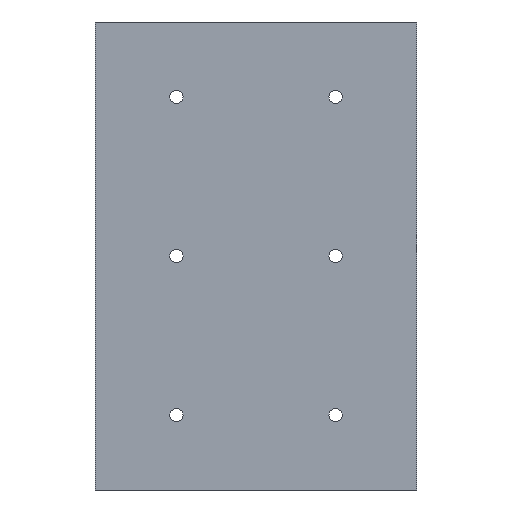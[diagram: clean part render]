
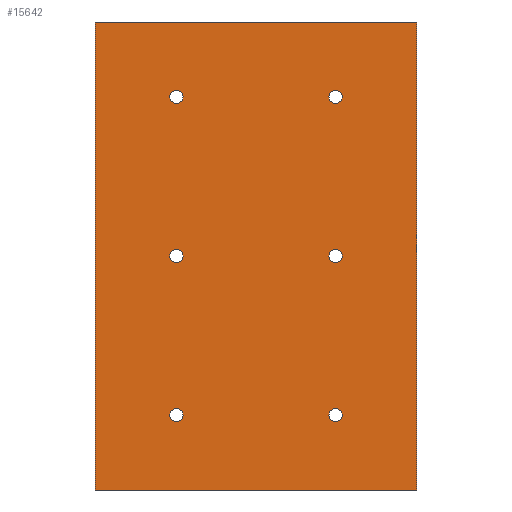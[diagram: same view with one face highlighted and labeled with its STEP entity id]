
A CAD part, front view. The second image highlights one B-rep face of the part: STEP entity #15642.
In plain terms, the highlighted planar face has unit normal (0, -1, 0).
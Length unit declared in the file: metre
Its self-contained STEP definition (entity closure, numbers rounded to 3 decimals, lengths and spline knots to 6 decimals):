
#139=LINE('',#22719,#1895);
#140=LINE('',#22722,#1896);
#141=LINE('',#22724,#1897);
#142=LINE('',#22726,#1898);
#1895=VECTOR('',#18050,1.);
#1896=VECTOR('',#18051,1.);
#1897=VECTOR('',#18052,1.);
#1898=VECTOR('',#18053,1.);
#3567=PLANE('',#16522);
#4169=CIRCLE('',#16523,0.00415);
#4170=CIRCLE('',#16524,0.00415);
#4171=CIRCLE('',#16525,0.00415);
#4172=CIRCLE('',#16526,0.00415);
#4173=CIRCLE('',#16527,0.00415);
#4174=CIRCLE('',#16528,0.00415);
#4783=ORIENTED_EDGE('',*,*,#9426,.T.);
#4784=ORIENTED_EDGE('',*,*,#9427,.T.);
#4785=ORIENTED_EDGE('',*,*,#9428,.F.);
#4786=ORIENTED_EDGE('',*,*,#9429,.F.);
#4787=ORIENTED_EDGE('',*,*,#9430,.F.);
#4788=ORIENTED_EDGE('',*,*,#9431,.T.);
#4789=ORIENTED_EDGE('',*,*,#9432,.F.);
#4790=ORIENTED_EDGE('',*,*,#9433,.F.);
#4791=ORIENTED_EDGE('',*,*,#9434,.T.);
#4792=ORIENTED_EDGE('',*,*,#9435,.T.);
#9426=EDGE_CURVE('',#11744,#11744,#4169,.F.);
#9427=EDGE_CURVE('',#11745,#11745,#4170,.F.);
#9428=EDGE_CURVE('',#11746,#11746,#4171,.F.);
#9429=EDGE_CURVE('',#11747,#11747,#4172,.F.);
#9430=EDGE_CURVE('',#11748,#11748,#4173,.F.);
#9431=EDGE_CURVE('',#11749,#11750,#139,.T.);
#9432=EDGE_CURVE('',#11751,#11750,#140,.T.);
#9433=EDGE_CURVE('',#11752,#11751,#141,.T.);
#9434=EDGE_CURVE('',#11752,#11749,#142,.T.);
#9435=EDGE_CURVE('',#11753,#11753,#4174,.F.);
#11744=VERTEX_POINT('',#22710);
#11745=VERTEX_POINT('',#22712);
#11746=VERTEX_POINT('',#22714);
#11747=VERTEX_POINT('',#22716);
#11748=VERTEX_POINT('',#22718);
#11749=VERTEX_POINT('',#22720);
#11750=VERTEX_POINT('',#22721);
#11751=VERTEX_POINT('',#22723);
#11752=VERTEX_POINT('',#22725);
#11753=VERTEX_POINT('',#22728);
#13262=EDGE_LOOP('',(#4783));
#13263=EDGE_LOOP('',(#4784));
#13264=EDGE_LOOP('',(#4785));
#13265=EDGE_LOOP('',(#4786));
#13266=EDGE_LOOP('',(#4787));
#13267=EDGE_LOOP('',(#4788,#4789,#4790,#4791));
#13268=EDGE_LOOP('',(#4792));
#14332=FACE_BOUND('',#13262,.T.);
#14333=FACE_BOUND('',#13263,.T.);
#14334=FACE_BOUND('',#13264,.T.);
#14335=FACE_BOUND('',#13265,.T.);
#14336=FACE_BOUND('',#13266,.T.);
#14337=FACE_BOUND('',#13267,.T.);
#14338=FACE_BOUND('',#13268,.T.);
#15642=ADVANCED_FACE('',(#14332,#14333,#14334,#14335,#14336,#14337,#14338),
#3567,.T.);
#16522=AXIS2_PLACEMENT_3D('',#22708,#18038,#18039);
#16523=AXIS2_PLACEMENT_3D('',#22709,#18040,#18041);
#16524=AXIS2_PLACEMENT_3D('',#22711,#18042,#18043);
#16525=AXIS2_PLACEMENT_3D('',#22713,#18044,#18045);
#16526=AXIS2_PLACEMENT_3D('',#22715,#18046,#18047);
#16527=AXIS2_PLACEMENT_3D('',#22717,#18048,#18049);
#16528=AXIS2_PLACEMENT_3D('',#22727,#18054,#18055);
#18038=DIRECTION('',(0.,-1.,0.));
#18039=DIRECTION('',(-1.,0.,0.));
#18040=DIRECTION('',(0.,-1.,0.));
#18041=DIRECTION('',(0.,0.,1.));
#18042=DIRECTION('',(0.,-1.,0.));
#18043=DIRECTION('',(0.,0.,-1.));
#18044=DIRECTION('',(0.,1.,0.));
#18045=DIRECTION('',(0.,0.,-1.));
#18046=DIRECTION('',(0.,1.,0.));
#18047=DIRECTION('',(0.,0.,-1.));
#18048=DIRECTION('',(0.,1.,0.));
#18049=DIRECTION('',(0.,0.,1.));
#18050=DIRECTION('',(0.,0.,1.));
#18051=DIRECTION('',(1.,0.,0.));
#18052=DIRECTION('',(0.,0.,1.));
#18053=DIRECTION('',(1.,0.,0.));
#18054=DIRECTION('',(0.,-1.,0.));
#18055=DIRECTION('',(0.,0.,-1.));
#22708=CARTESIAN_POINT('',(-0.053,-0.046,-0.053));
#22709=CARTESIAN_POINT('',(-0.053,-0.046,-0.053));
#22710=CARTESIAN_POINT('',(-0.053,-0.046,-0.04885));
#22711=CARTESIAN_POINT('',(0.047,-0.046,-0.153));
#22712=CARTESIAN_POINT('',(0.047,-0.046,-0.15715));
#22713=CARTESIAN_POINT('',(-0.053,-0.046,-0.153));
#22714=CARTESIAN_POINT('',(-0.053,-0.046,-0.15715));
#22715=CARTESIAN_POINT('',(-0.053,-0.046,0.047));
#22716=CARTESIAN_POINT('',(-0.053,-0.046,0.04285));
#22717=CARTESIAN_POINT('',(0.047,-0.046,-0.053));
#22718=CARTESIAN_POINT('',(0.047,-0.046,-0.04885));
#22719=CARTESIAN_POINT('',(0.098,-0.046,-0.053));
#22720=CARTESIAN_POINT('',(0.098,-0.046,-0.2));
#22721=CARTESIAN_POINT('',(0.098,-0.046,0.094));
#22722=CARTESIAN_POINT('',(-0.003,-0.046,0.094));
#22723=CARTESIAN_POINT('',(-0.104,-0.046,0.094));
#22724=CARTESIAN_POINT('',(-0.104,-0.046,-0.053));
#22725=CARTESIAN_POINT('',(-0.104,-0.046,-0.2));
#22726=CARTESIAN_POINT('',(-0.003,-0.046,-0.2));
#22727=CARTESIAN_POINT('',(0.047,-0.046,0.047));
#22728=CARTESIAN_POINT('',(0.047,-0.046,0.04285));
